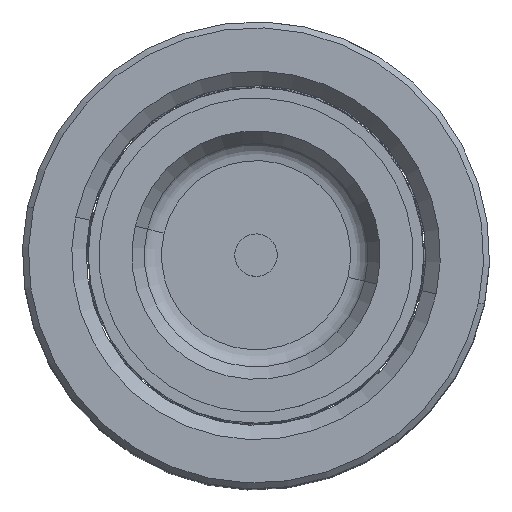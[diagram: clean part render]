
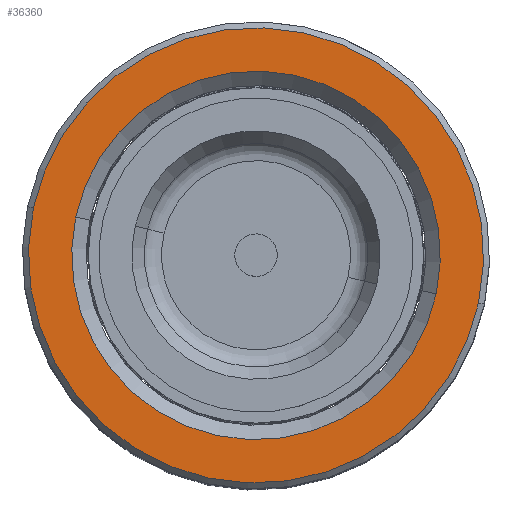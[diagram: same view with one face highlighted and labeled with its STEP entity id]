
A CAD part, top view. The second image highlights one B-rep face of the part: STEP entity #36360.
In plain terms, the highlighted planar face has unit normal (0, 0, 1).
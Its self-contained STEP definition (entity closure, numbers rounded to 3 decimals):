
#884 = EDGE_LOOP ( 'NONE', ( #35760, #8869 ) ) ;
#1096 = CARTESIAN_POINT ( 'NONE',  ( -21.7, 0., 80. ) ) ;
#1152 = VERTEX_POINT ( 'NONE', #28704 ) ;
#1336 = FACE_BOUND ( 'NONE', #884, .T. ) ;
#1483 = CIRCLE ( 'NONE', #19388, 26.8 ) ;
#2061 = DIRECTION ( 'NONE',  ( 1., 0., 0. ) ) ;
#2966 = VERTEX_POINT ( 'NONE', #32161 ) ;
#3905 = EDGE_CURVE ( 'NONE', #2966, #1152, #4513, .T. ) ;
#4513 = CIRCLE ( 'NONE', #23795, 26.8 ) ;
#6703 = DIRECTION ( 'NONE',  ( 0., 0., -1. ) ) ;
#7522 = AXIS2_PLACEMENT_3D ( 'NONE', #12559, #36321, #39405 ) ;
#8869 = ORIENTED_EDGE ( 'NONE', *, *, #12589, .T. ) ;
#9800 = FACE_OUTER_BOUND ( 'NONE', #16852, .T. ) ;
#10091 = DIRECTION ( 'NONE',  ( 1., 0., 0. ) ) ;
#12206 = DIRECTION ( 'NONE',  ( 0., 0., 1. ) ) ;
#12559 = CARTESIAN_POINT ( 'NONE',  ( 0., 0., 80. ) ) ;
#12589 = EDGE_CURVE ( 'NONE', #29177, #27784, #39255, .T. ) ;
#13721 = CARTESIAN_POINT ( 'NONE',  ( 21.7, 0., 80. ) ) ;
#15641 = DIRECTION ( 'NONE',  ( 1., 0., 0. ) ) ;
#16852 = EDGE_LOOP ( 'NONE', ( #30396, #27821 ) ) ;
#18859 = EDGE_CURVE ( 'NONE', #1152, #2966, #1483, .T. ) ;
#19388 = AXIS2_PLACEMENT_3D ( 'NONE', #32835, #22194, #42547 ) ;
#19438 = CARTESIAN_POINT ( 'NONE',  ( 0., 0., 80. ) ) ;
#20110 = EDGE_CURVE ( 'NONE', #27784, #29177, #35298, .T. ) ;
#20282 = CARTESIAN_POINT ( 'NONE',  ( 0., 0., 80. ) ) ;
#22194 = DIRECTION ( 'NONE',  ( 0., 0., 1. ) ) ;
#23795 = AXIS2_PLACEMENT_3D ( 'NONE', #36421, #43219, #2061 ) ;
#27784 = VERTEX_POINT ( 'NONE', #13721 ) ;
#27821 = ORIENTED_EDGE ( 'NONE', *, *, #18859, .T. ) ;
#28704 = CARTESIAN_POINT ( 'NONE',  ( 26.8, 0., 80. ) ) ;
#29177 = VERTEX_POINT ( 'NONE', #1096 ) ;
#29837 = AXIS2_PLACEMENT_3D ( 'NONE', #19438, #12206, #15641 ) ;
#30396 = ORIENTED_EDGE ( 'NONE', *, *, #3905, .T. ) ;
#32161 = CARTESIAN_POINT ( 'NONE',  ( -26.8, 0., 80. ) ) ;
#32835 = CARTESIAN_POINT ( 'NONE',  ( 0., 0., 80. ) ) ;
#35298 = CIRCLE ( 'NONE', #7522, 21.7 ) ;
#35760 = ORIENTED_EDGE ( 'NONE', *, *, #20110, .T. ) ;
#36321 = DIRECTION ( 'NONE',  ( 0., 0., -1. ) ) ;
#36360 = ADVANCED_FACE ( 'NONE', ( #9800, #1336 ), #39353, .T. ) ;
#36421 = CARTESIAN_POINT ( 'NONE',  ( 0., 0., 80. ) ) ;
#38028 = AXIS2_PLACEMENT_3D ( 'NONE', #20282, #6703, #10091 ) ;
#39255 = CIRCLE ( 'NONE', #38028, 21.7 ) ;
#39353 = PLANE ( 'NONE',  #29837 ) ;
#39405 = DIRECTION ( 'NONE',  ( 1., 0., 0. ) ) ;
#42547 = DIRECTION ( 'NONE',  ( 1., 0., 0. ) ) ;
#43219 = DIRECTION ( 'NONE',  ( 0., 0., 1. ) ) ;
